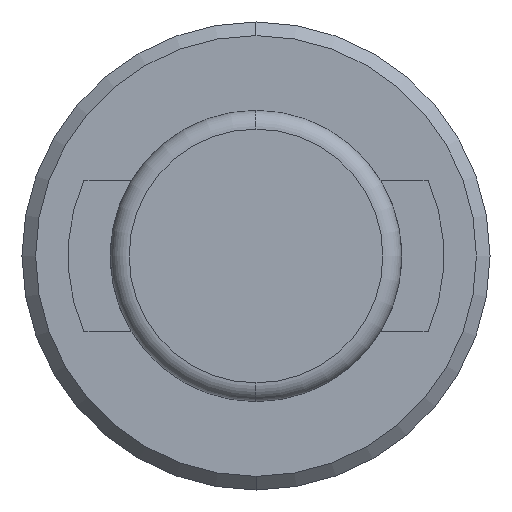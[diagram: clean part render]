
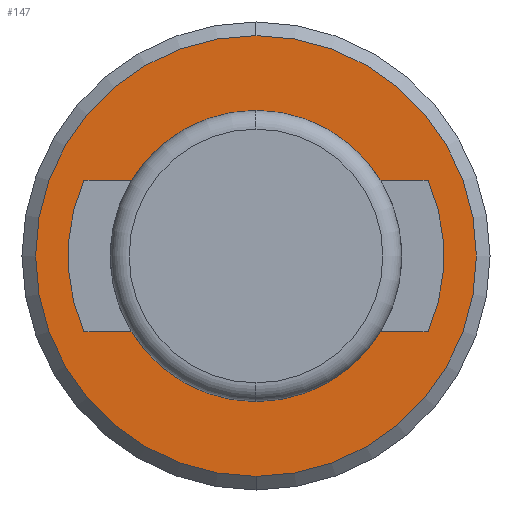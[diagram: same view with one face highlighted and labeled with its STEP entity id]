
A CAD part, left-side view. The second image highlights one B-rep face of the part: STEP entity #147.
In plain terms, the highlighted planar face has unit normal (-1, 0, 0).
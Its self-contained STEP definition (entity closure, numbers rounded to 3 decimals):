
#5 = EDGE_CURVE ( 'NONE', #1062, #806, #1410, .T. ) ;
#32 = PLANE ( 'NONE',  #236 ) ;
#51 = CARTESIAN_POINT ( 'NONE',  ( 36.1, 0., -23.45 ) ) ;
#52 = CARTESIAN_POINT ( 'NONE',  ( 36.1, -18.308, -8.05 ) ) ;
#77 = CARTESIAN_POINT ( 'NONE',  ( 36.1, 18.308, 8.05 ) ) ;
#85 = CARTESIAN_POINT ( 'NONE',  ( 36.1, 0., -15.5 ) ) ;
#95 = LINE ( 'NONE', #261, #697 ) ;
#99 = DIRECTION ( 'NONE',  ( 0., 1., 0. ) ) ;
#111 = CIRCLE ( 'NONE', #800, 23.45 ) ;
#115 = DIRECTION ( 'NONE',  ( 0., 0., 1. ) ) ;
#127 = ORIENTED_EDGE ( 'NONE', *, *, #1259, .T. ) ;
#137 = EDGE_CURVE ( 'NONE', #717, #1035, #719, .T. ) ;
#147 = ADVANCED_FACE ( 'NONE', ( #1238, #1280 ), #32, .T. ) ;
#159 = CARTESIAN_POINT ( 'NONE',  ( 36.1, 0., 15.5 ) ) ;
#180 = ORIENTED_EDGE ( 'NONE', *, *, #940, .T. ) ;
#182 = DIRECTION ( 'NONE',  ( 0., 0., 1. ) ) ;
#188 = VERTEX_POINT ( 'NONE', #557 ) ;
#212 = ORIENTED_EDGE ( 'NONE', *, *, #5, .T. ) ;
#213 = CARTESIAN_POINT ( 'NONE',  ( 36.1, -13.246, 8.05 ) ) ;
#214 = CARTESIAN_POINT ( 'NONE',  ( 36.1, 0., 23.45 ) ) ;
#225 = ORIENTED_EDGE ( 'NONE', *, *, #137, .T. ) ;
#236 = AXIS2_PLACEMENT_3D ( 'NONE', #865, #744, #753 ) ;
#238 = VECTOR ( 'NONE', #99, 1000. ) ;
#244 = AXIS2_PLACEMENT_3D ( 'NONE', #290, #1068, #404 ) ;
#246 = ORIENTED_EDGE ( 'NONE', *, *, #1400, .T. ) ;
#253 = EDGE_CURVE ( 'NONE', #1035, #1441, #535, .T. ) ;
#261 = CARTESIAN_POINT ( 'NONE',  ( 36.1, 0., 8.05 ) ) ;
#275 = CIRCLE ( 'NONE', #472, 20. ) ;
#286 = DIRECTION ( 'NONE',  ( 0., -1., 0. ) ) ;
#290 = CARTESIAN_POINT ( 'NONE',  ( 36.1, 0., 0. ) ) ;
#311 = CARTESIAN_POINT ( 'NONE',  ( 36.1, 0., 0. ) ) ;
#357 = AXIS2_PLACEMENT_3D ( 'NONE', #311, #1324, #115 ) ;
#376 = EDGE_CURVE ( 'NONE', #584, #1130, #95, .T. ) ;
#386 = DIRECTION ( 'NONE',  ( -1., 0., 0. ) ) ;
#404 = DIRECTION ( 'NONE',  ( 0., 0., 1. ) ) ;
#412 = AXIS2_PLACEMENT_3D ( 'NONE', #1175, #959, #182 ) ;
#420 = ORIENTED_EDGE ( 'NONE', *, *, #1425, .T. ) ;
#447 = CARTESIAN_POINT ( 'NONE',  ( 36.1, 0., 0. ) ) ;
#472 = AXIS2_PLACEMENT_3D ( 'NONE', #1204, #544, #1321 ) ;
#482 = LINE ( 'NONE', #1288, #523 ) ;
#518 = DIRECTION ( 'NONE',  ( 0., 1., 0. ) ) ;
#523 = VECTOR ( 'NONE', #286, 1000. ) ;
#535 = CIRCLE ( 'NONE', #357, 15.5 ) ;
#544 = DIRECTION ( 'NONE',  ( 1., 0., 0. ) ) ;
#553 = DIRECTION ( 'NONE',  ( 0., 0., 1. ) ) ;
#557 = CARTESIAN_POINT ( 'NONE',  ( 36.1, 18.308, -8.05 ) ) ;
#571 = CIRCLE ( 'NONE', #1344, 23.45 ) ;
#584 = VERTEX_POINT ( 'NONE', #213 ) ;
#592 = ORIENTED_EDGE ( 'NONE', *, *, #1405, .T. ) ;
#598 = DIRECTION ( 'NONE',  ( 0., 0., 1. ) ) ;
#610 = LINE ( 'NONE', #1427, #238 ) ;
#614 = VERTEX_POINT ( 'NONE', #52 ) ;
#624 = EDGE_CURVE ( 'NONE', #973, #1062, #482, .T. ) ;
#631 = CARTESIAN_POINT ( 'NONE',  ( 36.1, -13.246, -8.05 ) ) ;
#642 = CIRCLE ( 'NONE', #244, 20. ) ;
#643 = DIRECTION ( 'NONE',  ( -1., 0., 0. ) ) ;
#653 = ORIENTED_EDGE ( 'NONE', *, *, #1339, .T. ) ;
#666 = CARTESIAN_POINT ( 'NONE',  ( 36.1, -18.308, 8.05 ) ) ;
#686 = DIRECTION ( 'NONE',  ( 1., 0., 0. ) ) ;
#697 = VECTOR ( 'NONE', #824, 1000. ) ;
#717 = VERTEX_POINT ( 'NONE', #631 ) ;
#719 = CIRCLE ( 'NONE', #1078, 15.5 ) ;
#744 = DIRECTION ( 'NONE',  ( -1., 0., 0. ) ) ;
#753 = DIRECTION ( 'NONE',  ( 0., 0., 1. ) ) ;
#772 = AXIS2_PLACEMENT_3D ( 'NONE', #447, #1216, #553 ) ;
#781 = CARTESIAN_POINT ( 'NONE',  ( 36.1, 13.246, -8.05 ) ) ;
#800 = AXIS2_PLACEMENT_3D ( 'NONE', #1051, #386, #1164 ) ;
#806 = VERTEX_POINT ( 'NONE', #159 ) ;
#824 = DIRECTION ( 'NONE',  ( 0., -1., 0. ) ) ;
#849 = EDGE_LOOP ( 'NONE', ( #127, #180 ) ) ;
#865 = CARTESIAN_POINT ( 'NONE',  ( 36.1, -23.731, -23.731 ) ) ;
#930 = LINE ( 'NONE', #1292, #1189 ) ;
#938 = EDGE_LOOP ( 'NONE', ( #225, #1067, #653, #1147, #1439, #212, #420, #1421, #246, #592 ) ) ;
#940 = EDGE_CURVE ( 'NONE', #1424, #1298, #571, .T. ) ;
#959 = DIRECTION ( 'NONE',  ( 1., 0., 0. ) ) ;
#973 = VERTEX_POINT ( 'NONE', #77 ) ;
#1035 = VERTEX_POINT ( 'NONE', #85 ) ;
#1051 = CARTESIAN_POINT ( 'NONE',  ( 36.1, 0., 0. ) ) ;
#1062 = VERTEX_POINT ( 'NONE', #1089 ) ;
#1067 = ORIENTED_EDGE ( 'NONE', *, *, #253, .T. ) ;
#1068 = DIRECTION ( 'NONE',  ( 1., 0., 0. ) ) ;
#1074 = CARTESIAN_POINT ( 'NONE',  ( 36.1, 0., 0. ) ) ;
#1078 = AXIS2_PLACEMENT_3D ( 'NONE', #1074, #686, #598 ) ;
#1084 = CIRCLE ( 'NONE', #772, 15.5 ) ;
#1089 = CARTESIAN_POINT ( 'NONE',  ( 36.1, 13.246, 8.05 ) ) ;
#1130 = VERTEX_POINT ( 'NONE', #666 ) ;
#1147 = ORIENTED_EDGE ( 'NONE', *, *, #1329, .T. ) ;
#1164 = DIRECTION ( 'NONE',  ( 0., 0., -1. ) ) ;
#1175 = CARTESIAN_POINT ( 'NONE',  ( 36.1, 0., 0. ) ) ;
#1189 = VECTOR ( 'NONE', #518, 1000. ) ;
#1204 = CARTESIAN_POINT ( 'NONE',  ( 36.1, 0., 0. ) ) ;
#1216 = DIRECTION ( 'NONE',  ( 1., 0., 0. ) ) ;
#1238 = FACE_BOUND ( 'NONE', #938, .T. ) ;
#1259 = EDGE_CURVE ( 'NONE', #1298, #1424, #111, .T. ) ;
#1280 = FACE_OUTER_BOUND ( 'NONE', #849, .T. ) ;
#1288 = CARTESIAN_POINT ( 'NONE',  ( 36.1, 0., 8.05 ) ) ;
#1292 = CARTESIAN_POINT ( 'NONE',  ( 36.1, 0., -8.05 ) ) ;
#1298 = VERTEX_POINT ( 'NONE', #51 ) ;
#1307 = CARTESIAN_POINT ( 'NONE',  ( 36.1, 0., 0. ) ) ;
#1321 = DIRECTION ( 'NONE',  ( 0., 0., 1. ) ) ;
#1324 = DIRECTION ( 'NONE',  ( 1., 0., 0. ) ) ;
#1329 = EDGE_CURVE ( 'NONE', #188, #973, #642, .T. ) ;
#1339 = EDGE_CURVE ( 'NONE', #1441, #188, #930, .T. ) ;
#1344 = AXIS2_PLACEMENT_3D ( 'NONE', #1307, #643, #1409 ) ;
#1400 = EDGE_CURVE ( 'NONE', #1130, #614, #275, .T. ) ;
#1405 = EDGE_CURVE ( 'NONE', #614, #717, #610, .T. ) ;
#1409 = DIRECTION ( 'NONE',  ( 0., 0., -1. ) ) ;
#1410 = CIRCLE ( 'NONE', #412, 15.5 ) ;
#1421 = ORIENTED_EDGE ( 'NONE', *, *, #376, .T. ) ;
#1424 = VERTEX_POINT ( 'NONE', #214 ) ;
#1425 = EDGE_CURVE ( 'NONE', #806, #584, #1084, .T. ) ;
#1427 = CARTESIAN_POINT ( 'NONE',  ( 36.1, 0., -8.05 ) ) ;
#1439 = ORIENTED_EDGE ( 'NONE', *, *, #624, .T. ) ;
#1441 = VERTEX_POINT ( 'NONE', #781 ) ;
